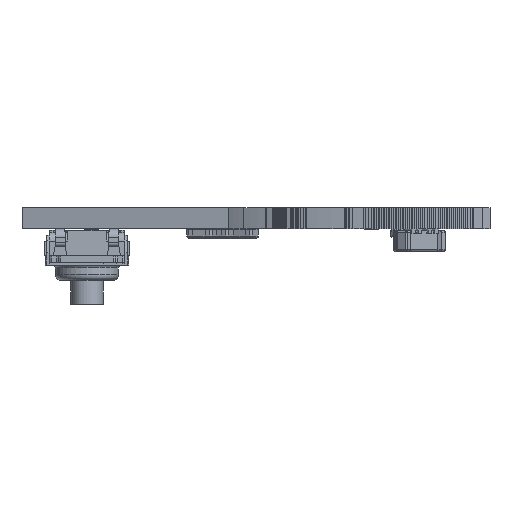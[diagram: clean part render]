
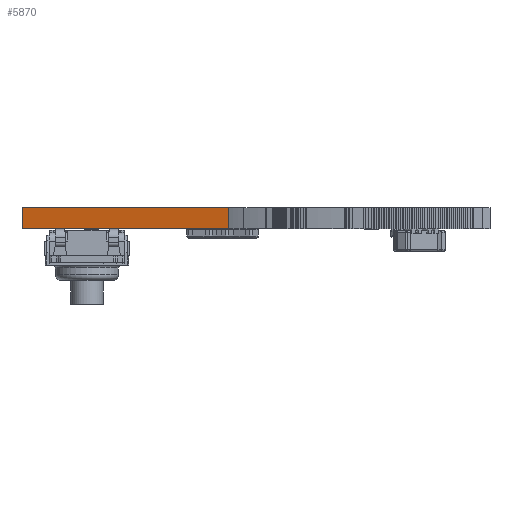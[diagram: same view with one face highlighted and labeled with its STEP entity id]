
A CAD part, left-side view. The second image highlights one B-rep face of the part: STEP entity #5870.
In plain terms, the highlighted planar face has unit normal (-0.972, 0.234, 0).
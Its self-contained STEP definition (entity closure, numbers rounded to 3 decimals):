
#5843 = VERTEX_POINT('',#5844);
#5844 = CARTESIAN_POINT('',(-37.063,35.035,1.59));
#5851 = EDGE_CURVE('',#5852,#5843,#5854,.T.);
#5852 = VERTEX_POINT('',#5853);
#5853 = CARTESIAN_POINT('',(-37.063,35.035,0.));
#5854 = LINE('',#5855,#5856);
#5855 = CARTESIAN_POINT('',(-37.063,35.035,0.));
#5856 = VECTOR('',#5857,1.);
#5857 = DIRECTION('',(0.,0.,1.));
#5870 = ADVANCED_FACE('',(#5871),#5896,.F.);
#5871 = FACE_BOUND('',#5872,.F.);
#5872 = EDGE_LOOP('',(#5873,#5874,#5882,#5890));
#5873 = ORIENTED_EDGE('',*,*,#5851,.T.);
#5874 = ORIENTED_EDGE('',*,*,#5875,.T.);
#5875 = EDGE_CURVE('',#5843,#5876,#5878,.T.);
#5876 = VERTEX_POINT('',#5877);
#5877 = CARTESIAN_POINT('',(-40.768,19.629,1.59));
#5878 = LINE('',#5879,#5880);
#5879 = CARTESIAN_POINT('',(-37.063,35.035,1.59));
#5880 = VECTOR('',#5881,1.);
#5881 = DIRECTION('',(-0.234,-0.972,0.));
#5882 = ORIENTED_EDGE('',*,*,#5883,.F.);
#5883 = EDGE_CURVE('',#5884,#5876,#5886,.T.);
#5884 = VERTEX_POINT('',#5885);
#5885 = CARTESIAN_POINT('',(-40.768,19.629,0.));
#5886 = LINE('',#5887,#5888);
#5887 = CARTESIAN_POINT('',(-40.768,19.629,0.));
#5888 = VECTOR('',#5889,1.);
#5889 = DIRECTION('',(0.,0.,1.));
#5890 = ORIENTED_EDGE('',*,*,#5891,.F.);
#5891 = EDGE_CURVE('',#5852,#5884,#5892,.T.);
#5892 = LINE('',#5893,#5894);
#5893 = CARTESIAN_POINT('',(-37.063,35.035,0.));
#5894 = VECTOR('',#5895,1.);
#5895 = DIRECTION('',(-0.234,-0.972,0.));
#5896 = PLANE('',#5897);
#5897 = AXIS2_PLACEMENT_3D('',#5898,#5899,#5900);
#5898 = CARTESIAN_POINT('',(-37.063,35.035,0.));
#5899 = DIRECTION('',(0.972,-0.234,0.));
#5900 = DIRECTION('',(-0.234,-0.972,0.));
